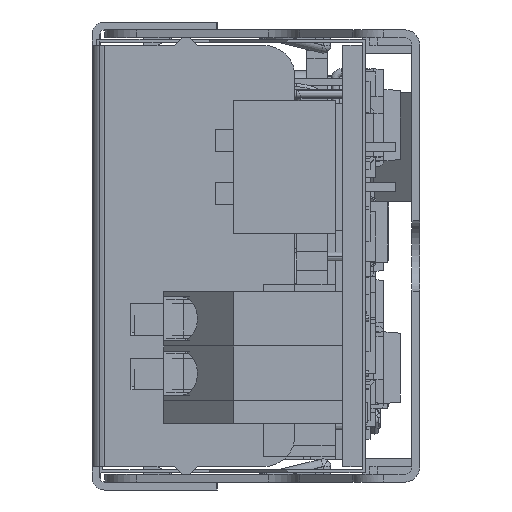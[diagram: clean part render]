
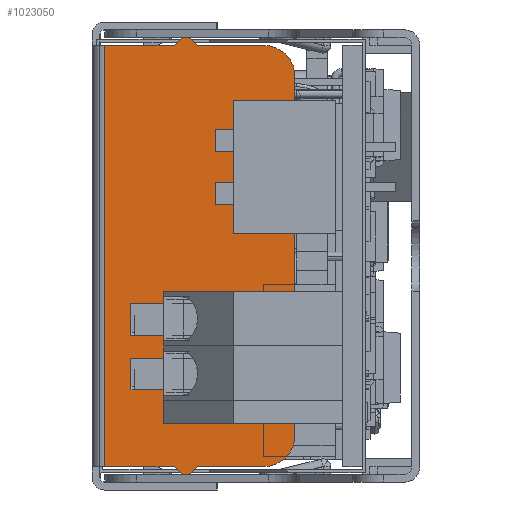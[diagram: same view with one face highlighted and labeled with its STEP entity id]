
A CAD part, left-side view. The second image highlights one B-rep face of the part: STEP entity #1023050.
In plain terms, the highlighted planar face has unit normal (-1, 0, 0).
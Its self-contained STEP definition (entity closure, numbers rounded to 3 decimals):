
#1022000=CARTESIAN_POINT('',(-112.,0.,0.));
#1022010=DIRECTION('',(1.,-0.,0.));
#1022020=DIRECTION('',(0.,0.,-1.));
#1022030=AXIS2_PLACEMENT_3D('',#1022000,#1022010,#1022020);
#1022040=PLANE('',#1022030);
#1022050=CARTESIAN_POINT('',(-112.,14.25,-13.5));
#1022060=DIRECTION('',(0.,0.731,-0.682));
#1022070=VECTOR('',#1022060,1.);
#1022080=LINE('',#1022050,#1022070);
#1022090=CARTESIAN_POINT('',(-112.,14.25,-13.5));
#1022100=VERTEX_POINT('',#1022090);
#1022110=CARTESIAN_POINT('',(-112.,15.,-14.2));
#1022120=VERTEX_POINT('',#1022110);
#1022130=EDGE_CURVE('',#1022100,#1022120,#1022080,.T.);
#1022140=ORIENTED_EDGE('',*,*,#1022130,.F.);
#1022150=CARTESIAN_POINT('',(-112.,15.,-14.2));
#1022160=DIRECTION('',(0.,0.731,0.682));
#1022170=VECTOR('',#1022160,1.);
#1022180=LINE('',#1022150,#1022170);
#1022190=CARTESIAN_POINT('',(-112.,15.75,-13.5));
#1022200=VERTEX_POINT('',#1022190);
#1022210=EDGE_CURVE('',#1022120,#1022200,#1022180,.T.);
#1022220=ORIENTED_EDGE('',*,*,#1022210,.F.);
#1022230=CARTESIAN_POINT('',(-112.,20.2,-13.5));
#1022240=DIRECTION('',(0.,-1.,0.));
#1022250=VECTOR('',#1022240,1.);
#1022260=LINE('',#1022230,#1022250);
#1022270=CARTESIAN_POINT('',(-112.,20.2,-13.5));
#1022280=VERTEX_POINT('',#1022270);
#1022290=EDGE_CURVE('',#1022280,#1022200,#1022260,.T.);
#1022300=ORIENTED_EDGE('',*,*,#1022290,.T.);
#1022310=CARTESIAN_POINT('',(-112.,20.2,13.5));
#1022320=DIRECTION('',(0.,0.,-1.));
#1022330=VECTOR('',#1022320,1.);
#1022340=LINE('',#1022310,#1022330);
#1022350=CARTESIAN_POINT('',(-112.,20.2,13.5));
#1022360=VERTEX_POINT('',#1022350);
#1022370=EDGE_CURVE('',#1022360,#1022280,#1022340,.T.);
#1022380=ORIENTED_EDGE('',*,*,#1022370,.T.);
#1022390=CARTESIAN_POINT('',(-112.,20.2,13.5));
#1022400=DIRECTION('',(0.,-1.,0.));
#1022410=VECTOR('',#1022400,1.);
#1022420=LINE('',#1022390,#1022410);
#1022430=CARTESIAN_POINT('',(-112.,15.75,13.5));
#1022440=VERTEX_POINT('',#1022430);
#1022450=EDGE_CURVE('',#1022360,#1022440,#1022420,.T.);
#1022460=ORIENTED_EDGE('',*,*,#1022450,.F.);
#1022470=CARTESIAN_POINT('',(-112.,15.75,13.5));
#1022480=DIRECTION('',(0.,-0.731,0.682));
#1022490=VECTOR('',#1022480,1.);
#1022500=LINE('',#1022470,#1022490);
#1022510=CARTESIAN_POINT('',(-112.,15.,14.2));
#1022520=VERTEX_POINT('',#1022510);
#1022530=EDGE_CURVE('',#1022440,#1022520,#1022500,.T.);
#1022540=ORIENTED_EDGE('',*,*,#1022530,.F.);
#1022550=CARTESIAN_POINT('',(-112.,15.,14.2));
#1022560=DIRECTION('',(0.,-0.731,-0.682));
#1022570=VECTOR('',#1022560,1.);
#1022580=LINE('',#1022550,#1022570);
#1022590=CARTESIAN_POINT('',(-112.,14.25,13.5));
#1022600=VERTEX_POINT('',#1022590);
#1022610=EDGE_CURVE('',#1022520,#1022600,#1022580,.T.);
#1022620=ORIENTED_EDGE('',*,*,#1022610,.F.);
#1022630=CARTESIAN_POINT('',(-112.,14.25,13.5));
#1022640=DIRECTION('',(0.,-1.,0.));
#1022650=VECTOR('',#1022640,1.);
#1022660=LINE('',#1022630,#1022650);
#1022670=CARTESIAN_POINT('',(-112.,10.,13.5));
#1022680=VERTEX_POINT('',#1022670);
#1022690=EDGE_CURVE('',#1022600,#1022680,#1022660,.T.);
#1022700=ORIENTED_EDGE('',*,*,#1022690,.F.);
#1022710=CARTESIAN_POINT('',(-112.,10.,11.5));
#1022720=DIRECTION('',(1.,0.,0.));
#1022730=DIRECTION('',(0.,0.,1.));
#1022740=AXIS2_PLACEMENT_3D('',#1022710,#1022720,#1022730);
#1022750=CIRCLE('',#1022740,2.);
#1022760=CARTESIAN_POINT('',(-112.,8.,11.5));
#1022770=VERTEX_POINT('',#1022760);
#1022780=EDGE_CURVE('',#1022680,#1022770,#1022750,.T.);
#1022790=ORIENTED_EDGE('',*,*,#1022780,.F.);
#1022800=CARTESIAN_POINT('',(-112.,8.,-11.5));
#1022810=DIRECTION('',(0.,0.,1.));
#1022820=VECTOR('',#1022810,1.);
#1022830=LINE('',#1022800,#1022820);
#1022840=CARTESIAN_POINT('',(-112.,8.,-11.5));
#1022850=VERTEX_POINT('',#1022840);
#1022860=EDGE_CURVE('',#1022850,#1022770,#1022830,.T.);
#1022870=ORIENTED_EDGE('',*,*,#1022860,.T.);
#1022880=CARTESIAN_POINT('',(-112.,10.,-11.5));
#1022890=DIRECTION('',(1.,0.,0.));
#1022900=DIRECTION('',(0.,-1.,0.));
#1022910=AXIS2_PLACEMENT_3D('',#1022880,#1022890,#1022900);
#1022920=CIRCLE('',#1022910,2.);
#1022930=CARTESIAN_POINT('',(-112.,10.,-13.5));
#1022940=VERTEX_POINT('',#1022930);
#1022950=EDGE_CURVE('',#1022850,#1022940,#1022920,.T.);
#1022960=ORIENTED_EDGE('',*,*,#1022950,.F.);
#1022970=CARTESIAN_POINT('',(-112.,14.25,-13.5));
#1022980=DIRECTION('',(0.,-1.,0.));
#1022990=VECTOR('',#1022980,1.);
#1023000=LINE('',#1022970,#1022990);
#1023010=EDGE_CURVE('',#1022100,#1022940,#1023000,.T.);
#1023020=ORIENTED_EDGE('',*,*,#1023010,.T.);
#1023030=EDGE_LOOP('',(#1023020,#1022960,#1022870,#1022790,#1022700,
#1022620,#1022540,#1022460,#1022380,#1022300,#1022220,#1022140));
#1023040=FACE_OUTER_BOUND('',#1023030,.T.);
#1023050=ADVANCED_FACE('',(#1023040),#1022040,.F.);
